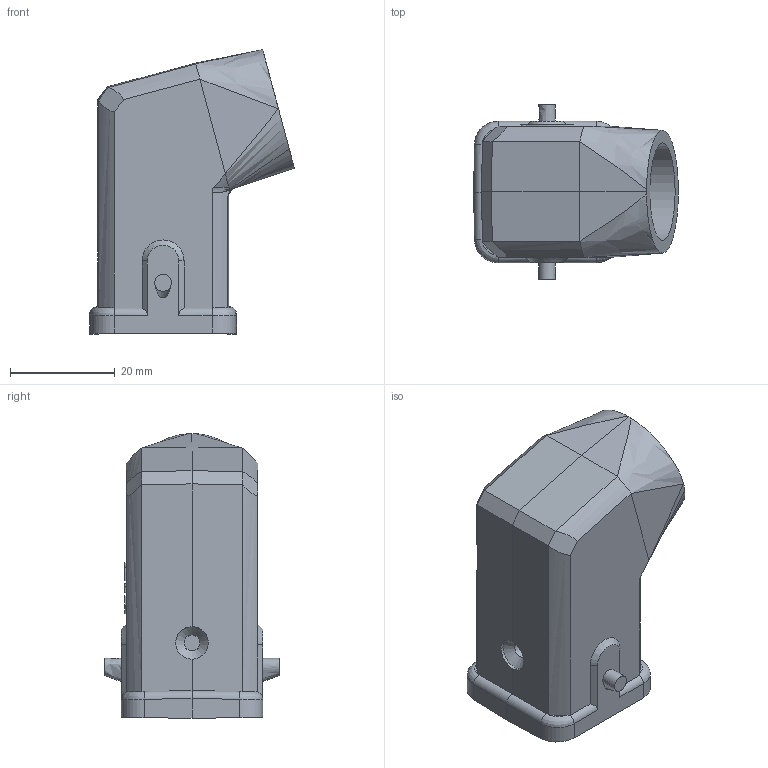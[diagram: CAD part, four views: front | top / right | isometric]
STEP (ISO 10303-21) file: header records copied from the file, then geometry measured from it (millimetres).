
FILE_DESCRIPTION(/* description */ (''),/* implementation_level */ '2;1');
FILE_NAME(/* name */ '100769294ugm000_b.stp',/* time_stamp */ '2021-07-01T15:31:10+02:00',/* author */ (''),/* organization */ (''),/* preprocessor_version */ 'ST-DEVELOPER v16.7',/* originating_system */ 'SIEMENS PLM Software NX 1911',/* authorisation */ '');
FILE_SCHEMA (('AUTOMOTIVE_DESIGN { 1 0 10303 214 3 1 1 1 }'));
Length unit declared in the file: millimetre
Products named in the file (1): 100769294ugm000_b
Bounding box: 39.03 x 33.4 x 54.3 mm (x, y, z)
Volume: 12664.8 mm3; surface area: 10860.2 mm2
Topology: 1 solids, 1 shells, 221 faces, 575 edges, 375 vertices
Faces by surface type: plane 147, cylinder 38, bspline 26, extrusion 5, cone 5
Full cylindrical faces by diameter (mm): 0.7 x1, 1 x1, 6.2 x1, 15 x1, 18.6 x1
Entity records: 9232 total; most frequent: CARTESIAN_POINT 2457, ORIENTED_EDGE 1124, DIRECTION 961, EDGE_CURVE 562, VECTOR 371, VERTEX_POINT 370, LINE 366, AXIS2_PLACEMENT_3D 295
